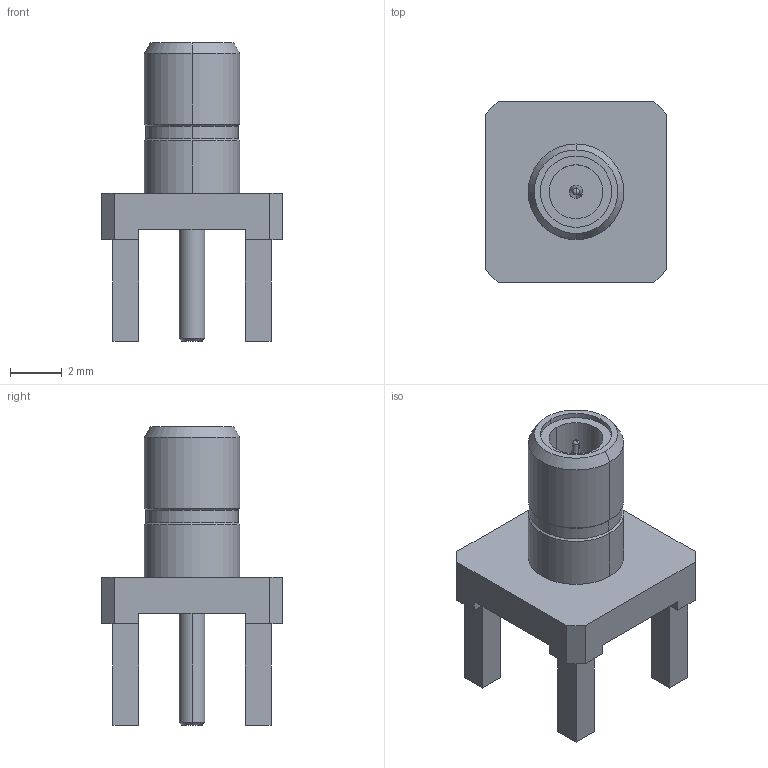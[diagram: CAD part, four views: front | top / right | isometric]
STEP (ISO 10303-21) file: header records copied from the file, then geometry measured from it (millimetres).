
FILE_DESCRIPTION(('STEP AP242'),'1');
FILE_NAME('70971709.stp','2019-12-18T08:51:27',('TraceParts'),('TraceParts S.A.'),'Spatial InterOp 3D',' ',' ');
FILE_SCHEMA(('AP242_MANAGED_MODEL_BASED_3D_ENGINEERING_MIM_LF {1 0 10303 442 1 1 4}'));
Length unit declared in the file: millimetre
Products named in the file (1): 70971709
Bounding box: 7 x 7 x 11.5 mm (x, y, z)
Volume: 139.7 mm3; surface area: 310.1 mm2
Topology: 1 solids, 1 shells, 66 faces, 164 edges, 103 vertices
Faces by surface type: plane 38, cylinder 14, cone 12, sphere 2
Entity records: 1941 total; most frequent: DIRECTION 336, CARTESIAN_POINT 332, ORIENTED_EDGE 324, EDGE_CURVE 162, LINE 122, VECTOR 122, AXIS2_PLACEMENT_3D 107, VERTEX_POINT 103
